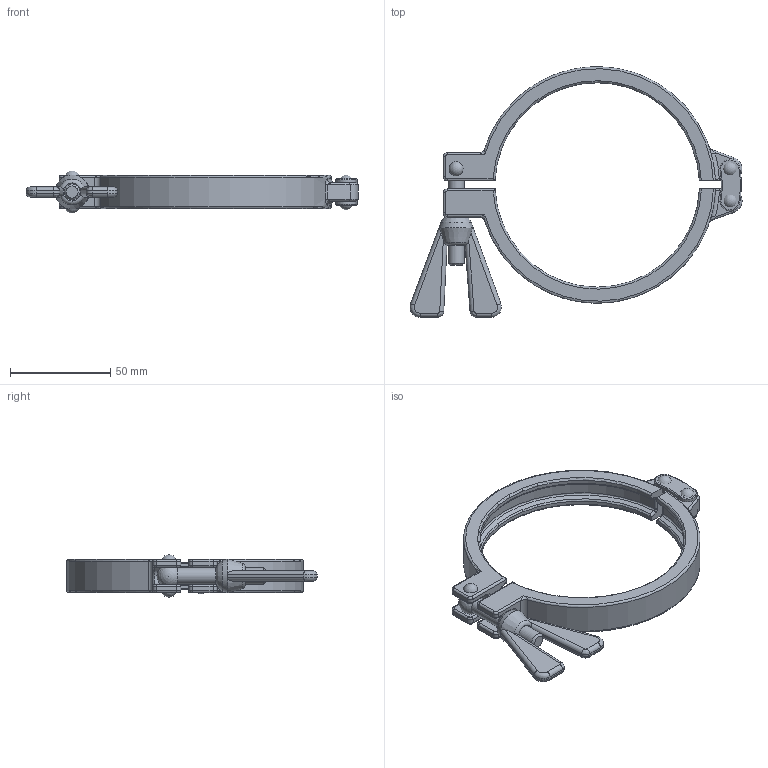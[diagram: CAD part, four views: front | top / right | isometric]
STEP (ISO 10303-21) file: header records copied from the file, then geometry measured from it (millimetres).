
FILE_DESCRIPTION((''),'2;1');
FILE_NAME('18800080X.stp','2010-09-08T10:27:38',('thilbrands'),(''),'Autodesk Inventor 2008','Autodesk Inventor 2008','');
FILE_SCHEMA(('AUTOMOTIVE_DESIGN { 1 0 10303 214 1 1 1 1 }'));
Length unit declared in the file: millimetre
Products named in the file (8): 188010201; 188000201-DN80(_FS)88,9; Klappblech-03; Augenschraube; Halbhohlniet; Halbhohlniet_lang; Flügelmutter
Assembly tree (9 placements, depth 2):
  188010201
    188000201-DN80(_FS)88,9
    Klappblech-03  x2
    188000201-DN80(_FS)88,9
    Augenschraube
    Halbhohlniet  x2
    Halbhohlniet_lang
    Flügelmutter
Bounding box: 165.64 x 124.96 x 21.25 mm (x, y, z)
Volume: 53759.7 mm3; surface area: 28751.3 mm2
Topology: 9 solids, 9 shells, 258 faces, 593 edges, 355 vertices
Faces by surface type: cylinder 88, bspline 56, plane 51, torus 46, cone 10, sphere 7
Full cylindrical faces by diameter (mm): 4.82 x3, 8 x1
Entity records: 10447 total; most frequent: CARTESIAN_POINT 5064, DIRECTION 1092, ORIENTED_EDGE 1060, EDGE_CURVE 530, AXIS2_PLACEMENT_3D 466, VERTEX_POINT 324, EDGE_LOOP 278, CIRCLE 258
